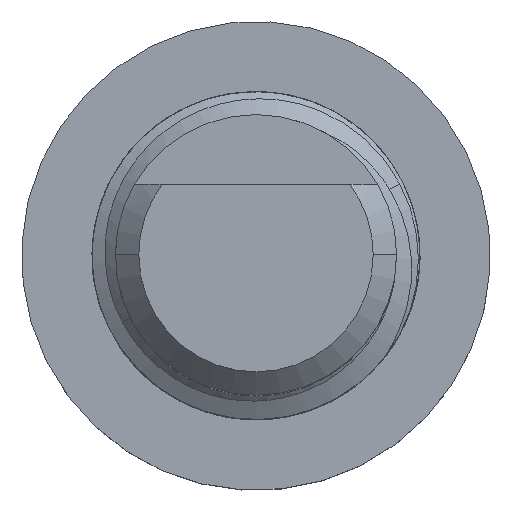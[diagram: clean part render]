
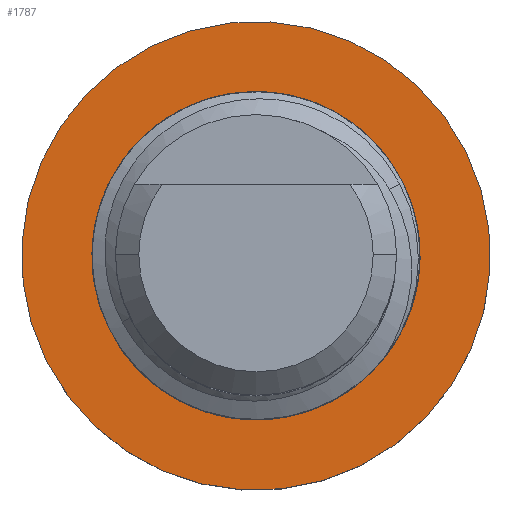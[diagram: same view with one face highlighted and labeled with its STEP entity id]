
A CAD part, top view. The second image highlights one B-rep face of the part: STEP entity #1787.
In plain terms, the highlighted planar face has unit normal (0, 0, 1).
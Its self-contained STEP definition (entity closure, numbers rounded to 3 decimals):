
#1741 = VERTEX_POINT('',#1742);
#1742 = CARTESIAN_POINT('',(1.592,2.712,7.971
    ));
#1748 = EDGE_CURVE('',#1741,#1749,#1751,.T.);
#1749 = VERTEX_POINT('',#1750);
#1750 = CARTESIAN_POINT('',(-4.677,-0.402,
    7.971));
#1751 = CIRCLE('',#1752,3.5);
#1752 = AXIS2_PLACEMENT_3D('',#1753,#1754,#1755);
#1753 = CARTESIAN_POINT('',(-1.543,1.155,
    7.971));
#1754 = DIRECTION('',(0.,0.,1.));
#1755 = DIRECTION('',(-0.896,-0.445,0.));
#1774 = EDGE_CURVE('',#1749,#1741,#1775,.T.);
#1775 = CIRCLE('',#1776,3.5);
#1776 = AXIS2_PLACEMENT_3D('',#1777,#1778,#1779);
#1777 = CARTESIAN_POINT('',(-1.543,1.155,
    7.971));
#1778 = DIRECTION('',(0.,0.,1.));
#1779 = DIRECTION('',(-0.896,-0.445,0.));
#1787 = ADVANCED_FACE('',(#1788,#1808),#1812,.F.);
#1788 = FACE_BOUND('',#1789,.T.);
#1789 = EDGE_LOOP('',(#1790,#1801));
#1790 = ORIENTED_EDGE('',*,*,#1791,.F.);
#1791 = EDGE_CURVE('',#1792,#1794,#1796,.T.);
#1792 = VERTEX_POINT('',#1793);
#1793 = CARTESIAN_POINT('',(2.936,3.379,7.971
    ));
#1794 = VERTEX_POINT('',#1795);
#1795 = CARTESIAN_POINT('',(-6.021,-1.069,
    7.971));
#1796 = CIRCLE('',#1797,5.);
#1797 = AXIS2_PLACEMENT_3D('',#1798,#1799,#1800);
#1798 = CARTESIAN_POINT('',(-1.543,1.155,
    7.971));
#1799 = DIRECTION('',(-0.,0.,-1.));
#1800 = DIRECTION('',(-0.896,-0.445,0.));
#1801 = ORIENTED_EDGE('',*,*,#1802,.F.);
#1802 = EDGE_CURVE('',#1794,#1792,#1803,.T.);
#1803 = CIRCLE('',#1804,5.);
#1804 = AXIS2_PLACEMENT_3D('',#1805,#1806,#1807);
#1805 = CARTESIAN_POINT('',(-1.543,1.155,
    7.971));
#1806 = DIRECTION('',(-0.,0.,-1.));
#1807 = DIRECTION('',(-0.896,-0.445,0.));
#1808 = FACE_BOUND('',#1809,.T.);
#1809 = EDGE_LOOP('',(#1810,#1811));
#1810 = ORIENTED_EDGE('',*,*,#1774,.F.);
#1811 = ORIENTED_EDGE('',*,*,#1748,.F.);
#1812 = PLANE('',#1813);
#1813 = AXIS2_PLACEMENT_3D('',#1814,#1815,#1816);
#1814 = CARTESIAN_POINT('',(-1.543,1.155,
    7.971));
#1815 = DIRECTION('',(0.,0.,-1.));
#1816 = DIRECTION('',(-0.896,-0.445,0.));
